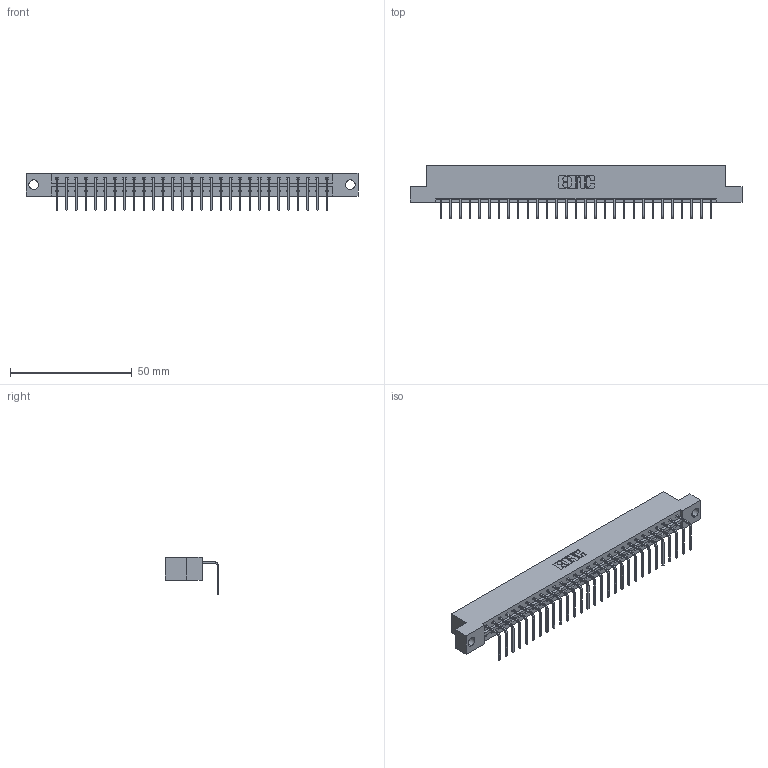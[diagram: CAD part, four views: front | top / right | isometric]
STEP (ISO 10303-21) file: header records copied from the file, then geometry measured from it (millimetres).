
FILE_DESCRIPTION (( 'STEP AP203' ), '1' );
FILE_NAME ('833-029-558-104.STEP', '2020-06-02T11:25:45', ( '' ), ( '' ), 'SwSTEP 2.0', 'SolidWorks 2020', '' );
FILE_SCHEMA (( 'CONFIG_CONTROL_DESIGN' ));
Length unit declared in the file: inch
Products named in the file (3): 833-029-558-104; 345-292-001_558 Tail - 2; 833 Part_Flush - .156 Dia - TH
Assembly tree (30 placements, depth 2):
  833-029-558-104
    833 Part_Flush - .156 Dia - TH
    345-292-001_558 Tail - 2  x29
Bounding box: 136.45 x 22.17 x 15.37 mm (x, y, z)
Volume: 13627.6 mm3; surface area: 15047.6 mm2
Topology: 30 solids, 30 shells, 1854 faces, 5589 edges, 3686 vertices
Faces by surface type: plane 1346, cylinder 508
Entity records: 19497 total; most frequent: CARTESIAN_POINT 3373, ORIENTED_EDGE 3338, DIRECTION 2871, EDGE_CURVE 1669, LINE 1541, VECTOR 1541, VERTEX_POINT 1110, AXIS2_PLACEMENT_3D 665
